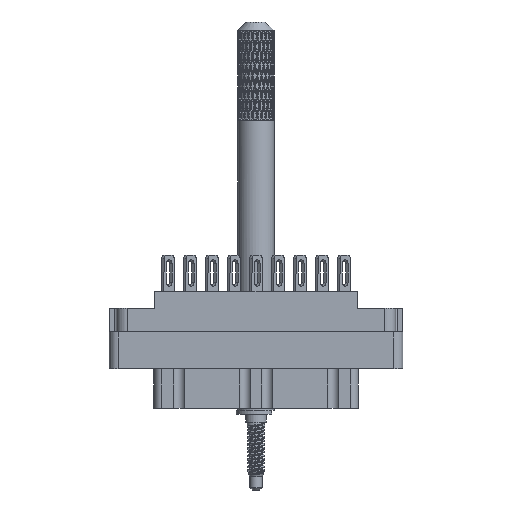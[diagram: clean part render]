
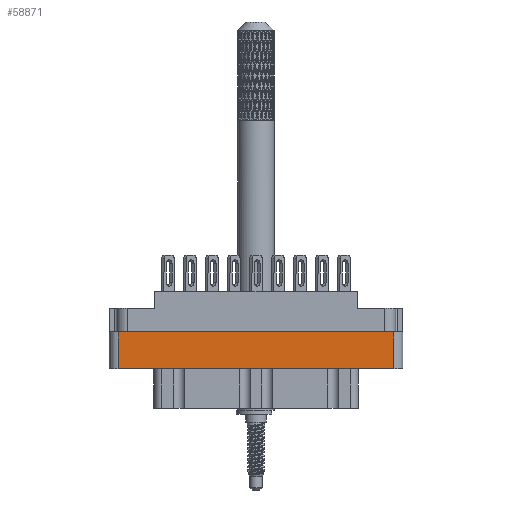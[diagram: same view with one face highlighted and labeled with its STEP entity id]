
A CAD part, front view. The second image highlights one B-rep face of the part: STEP entity #58871.
In plain terms, the highlighted planar face has unit normal (0, -1, 0).
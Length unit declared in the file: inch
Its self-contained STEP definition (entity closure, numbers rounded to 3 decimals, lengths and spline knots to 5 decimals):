
#8403 = CARTESIAN_POINT ( 'NONE',  ( -1., -0.438, -0.277 ) ) ;
#10470 = CARTESIAN_POINT ( 'NONE',  ( 0.938, -0.438, -0.277 ) ) ;
#14411 = EDGE_CURVE ( 'NONE', #90386, #74775, #27785, .T. ) ;
#22170 = DIRECTION ( 'NONE',  ( 0., 0., 1. ) ) ;
#23173 = LINE ( 'NONE', #86769, #101557 ) ;
#27550 = VECTOR ( 'NONE', #85706, 39.37008 ) ;
#27785 = LINE ( 'NONE', #83130, #54881 ) ;
#29666 = VERTEX_POINT ( 'NONE', #98778 ) ;
#36234 = PLANE ( 'NONE',  #85521 ) ;
#36754 = DIRECTION ( 'NONE',  ( 0., -1., 0. ) ) ;
#48217 = ORIENTED_EDGE ( 'NONE', *, *, #53516, .T. ) ;
#48433 = CARTESIAN_POINT ( 'NONE',  ( 0.938, -0.438, -0.529 ) ) ;
#53516 = EDGE_CURVE ( 'NONE', #90386, #73676, #23173, .T. ) ;
#54167 = LINE ( 'NONE', #60898, #27550 ) ;
#54881 = VECTOR ( 'NONE', #74834, 39.37008 ) ;
#55376 = EDGE_CURVE ( 'NONE', #29666, #73676, #63722, .T. ) ;
#58871 = ADVANCED_FACE ( 'NONE', ( #98808 ), #36234, .T. ) ;
#59474 = CARTESIAN_POINT ( 'NONE',  ( -0.938, -0.438, -0.798 ) ) ;
#60265 = ORIENTED_EDGE ( 'NONE', *, *, #81843, .F. ) ;
#60898 = CARTESIAN_POINT ( 'NONE',  ( -0.938, -0.438, -0.798 ) ) ;
#63722 = LINE ( 'NONE', #8403, #85245 ) ;
#73676 = VERTEX_POINT ( 'NONE', #10470 ) ;
#74775 = VERTEX_POINT ( 'NONE', #88220 ) ;
#74834 = DIRECTION ( 'NONE',  ( -1., 0., 0. ) ) ;
#78826 = ORIENTED_EDGE ( 'NONE', *, *, #55376, .F. ) ;
#79237 = DIRECTION ( 'NONE',  ( 1., 0., 0. ) ) ;
#81843 = EDGE_CURVE ( 'NONE', #74775, #29666, #54167, .T. ) ;
#83130 = CARTESIAN_POINT ( 'NONE',  ( 0.938, -0.438, -0.529 ) ) ;
#85245 = VECTOR ( 'NONE', #79237, 39.37008 ) ;
#85521 = AXIS2_PLACEMENT_3D ( 'NONE', #59474, #36754, #91038 ) ;
#85706 = DIRECTION ( 'NONE',  ( 0., 0., 1. ) ) ;
#86769 = CARTESIAN_POINT ( 'NONE',  ( 0.938, -0.438, -0.798 ) ) ;
#88220 = CARTESIAN_POINT ( 'NONE',  ( -0.938, -0.438, -0.529 ) ) ;
#88684 = EDGE_LOOP ( 'NONE', ( #60265, #100502, #48217, #78826 ) ) ;
#90386 = VERTEX_POINT ( 'NONE', #48433 ) ;
#91038 = DIRECTION ( 'NONE',  ( 0., 0., -1. ) ) ;
#98778 = CARTESIAN_POINT ( 'NONE',  ( -0.938, -0.438, -0.277 ) ) ;
#98808 = FACE_OUTER_BOUND ( 'NONE', #88684, .T. ) ;
#100502 = ORIENTED_EDGE ( 'NONE', *, *, #14411, .F. ) ;
#101557 = VECTOR ( 'NONE', #22170, 39.37008 ) ;
